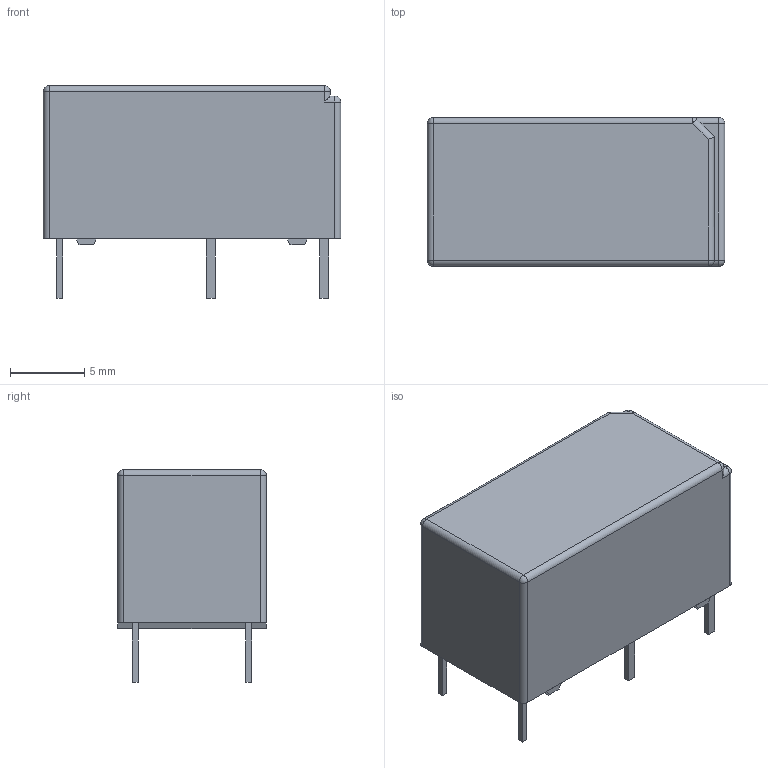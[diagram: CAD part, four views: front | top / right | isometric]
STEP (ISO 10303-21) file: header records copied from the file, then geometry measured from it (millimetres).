
FILE_DESCRIPTION((''),'2;1');
FILE_NAME('REL_FINDER_32.22.X.XXX.X300.stp','2011-10-11T13:03:34',(''),(''),'Mechanical Desktop 2011','Mechanical Desktop 2011',', , ');
FILE_SCHEMA(('AUTOMOTIVE_DESIGN { 1 2 10303 214 1 1 1 1 }'));
Length unit declared in the file: millimetre
Products named in the file (1): Product
Bounding box: 20 x 10 x 14.3 mm (x, y, z)
Volume: 2063.4 mm3; surface area: 1094 mm2
Topology: 7 solids, 7 shells, 65 faces, 139 edges, 82 vertices
Faces by surface type: bspline 28, plane 17, cylinder 14, sphere 6
Entity records: 1719 total; most frequent: CARTESIAN_POINT 365, ORIENTED_EDGE 266, DIRECTION 235, EDGE_CURVE 133, VECTOR 107, LINE 107, VERTEX_POINT 82, EDGE_LOOP 65
